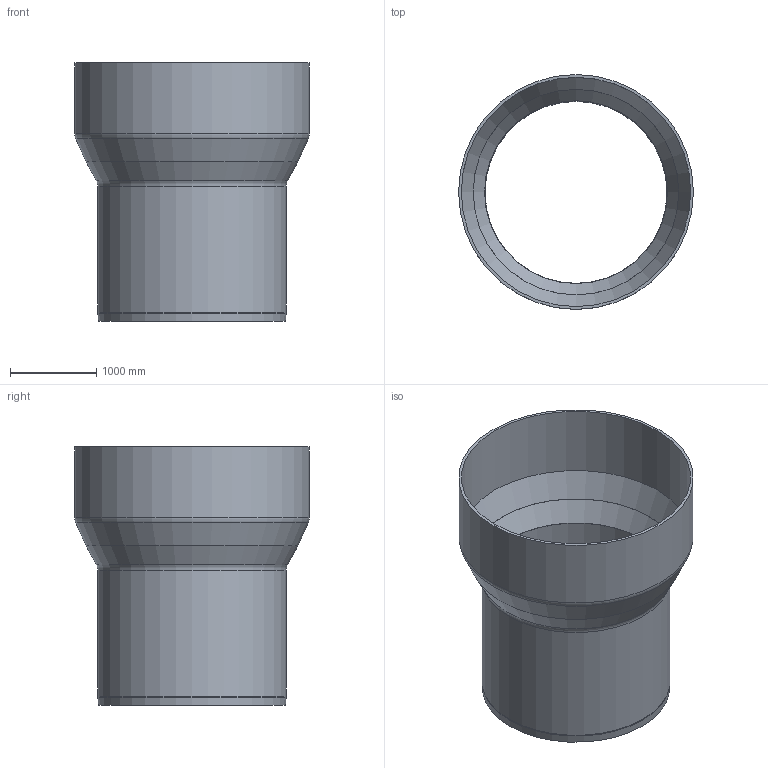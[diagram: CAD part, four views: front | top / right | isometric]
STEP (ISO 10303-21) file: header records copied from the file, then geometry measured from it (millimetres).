
FILE_DESCRIPTION(/* description */ (''),/* implementation_level */ '2;1');
FILE_NAME(/* name */ '06007.HG0O_3D.stp',/* time_stamp */ '2025-09-08T11:43:20+02:00',/* author */ ('N.Hausmann'),/* organization */ (''),/* preprocessor_version */ 'ST-DEVELOPER v20',/* originating_system */ 'AutoCAD Mechanical',/* authorisation */ '');
FILE_SCHEMA (('AUTOMOTIVE_DESIGN { 1 0 10303 214 3 1 1 }'));
Length unit declared in the file: centimetre
Products named in the file (2): Product; *S0
Assembly tree (1 placements, depth 2):
  Product
    *S0
Bounding box: 2730 x 2730 x 3000 mm (x, y, z)
Volume: 689772285.8 mm3; surface area: 46518196.9 mm2
Topology: 2 solids, 2 shells, 18 faces, 38 edges, 25 vertices
Faces by surface type: cone 6, plane 5, cylinder 4, torus 3
Full cylindrical faces by diameter (mm): 2132 x1, 2190 x1, 2666 x1, 2730 x1
Entity records: 552 total; most frequent: DIRECTION 108, CARTESIAN_POINT 84, ORIENTED_EDGE 76, AXIS2_PLACEMENT_3D 49, EDGE_CURVE 38, CIRCLE 28, VERTEX_POINT 25, EDGE_LOOP 23
